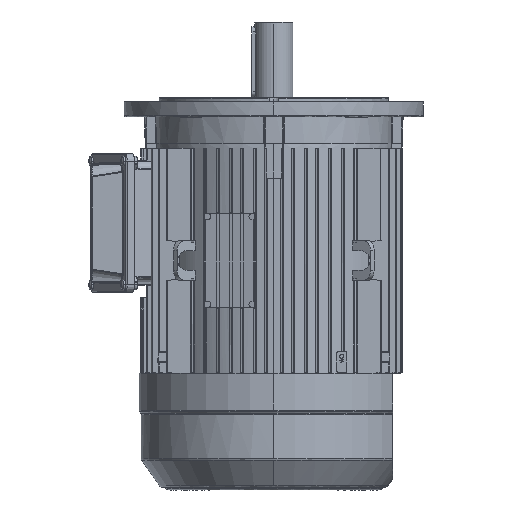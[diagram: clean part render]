
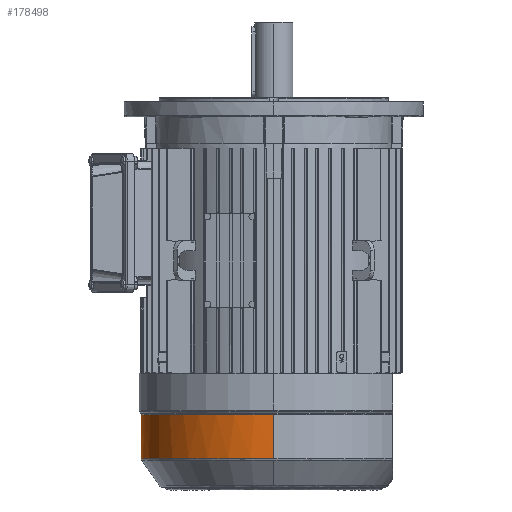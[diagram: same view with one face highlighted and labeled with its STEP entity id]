
A CAD part, left-side view. The second image highlights one B-rep face of the part: STEP entity #178498.
In plain terms, the highlighted cylindrical face has radius 133 mm (diameter 266 mm), a partial arc.
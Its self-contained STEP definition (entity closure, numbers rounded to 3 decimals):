
#4157 = CARTESIAN_POINT ( 'NONE',  ( -115.422, 66.653, -271.933 ) ) ;
#8523 = ORIENTED_EDGE ( 'NONE', *, *, #157705, .F. ) ;
#9363 = VECTOR ( 'NONE', #45986, 1000. ) ;
#17681 = EDGE_CURVE ( 'NONE', #66843, #188799, #117679, .T. ) ;
#19901 = CARTESIAN_POINT ( 'NONE',  ( -17.409, 132.143, -271.933 ) ) ;
#26481 = EDGE_CURVE ( 'NONE', #89263, #133384, #159718, .T. ) ;
#31651 = CYLINDRICAL_SURFACE ( 'NONE', #69998, 133. ) ;
#33459 = AXIS2_PLACEMENT_3D ( 'NONE', #151959, #57823, #167786 ) ;
#35286 = ORIENTED_EDGE ( 'NONE', *, *, #17681, .F. ) ;
#36236 = B_SPLINE_CURVE_WITH_KNOTS ( 'NONE', 3,
 ( #110529, #173821, #79664, #108526, #46706, #189638, #4157, #145677, #193132, #98926, #187609, #114031, #109211, #93415, #156664, #19901, #188937, #156003 ),
 .UNSPECIFIED., .F., .F.,
 ( 4, 2, 2, 2, 2, 2, 2, 2, 4 ),
 ( 0., 0.125, 0.25, 0.375, 0.5, 0.625, 0.75, 0.875, 1. ),
 .UNSPECIFIED. ) ;
#45986 = DIRECTION ( 'NONE',  ( 0., 0., -1. ) ) ;
#46706 = CARTESIAN_POINT ( 'NONE',  ( -126.207, 42.855, -271.933 ) ) ;
#52547 = ORIENTED_EDGE ( 'NONE', *, *, #185994, .T. ) ;
#53401 = CARTESIAN_POINT ( 'NONE',  ( 0., 133., -271.933 ) ) ;
#57823 = DIRECTION ( 'NONE',  ( 0., 0., 1. ) ) ;
#58156 = DIRECTION ( 'NONE',  ( 0., 0., -1. ) ) ;
#59481 = EDGE_CURVE ( 'NONE', #133384, #188799, #93480, .T. ) ;
#66843 = VERTEX_POINT ( 'NONE', #123145 ) ;
#69998 = AXIS2_PLACEMENT_3D ( 'NONE', #74486, #182410, #73807 ) ;
#73807 = DIRECTION ( 'NONE',  ( -1., 0., 0. ) ) ;
#73870 = CARTESIAN_POINT ( 'NONE',  ( 133., 0., -316.073 ) ) ;
#74486 = CARTESIAN_POINT ( 'NONE',  ( 0., 0., -271.933 ) ) ;
#75390 = AXIS2_PLACEMENT_3D ( 'NONE', #164197, #86550, #133275 ) ;
#78292 = ORIENTED_EDGE ( 'NONE', *, *, #26481, .T. ) ;
#78671 = VECTOR ( 'NONE', #58156, 1000. ) ;
#79664 = CARTESIAN_POINT ( 'NONE',  ( -132.143, 17.409, -271.933 ) ) ;
#84135 = EDGE_CURVE ( 'NONE', #66843, #117636, #177840, .T. ) ;
#86550 = DIRECTION ( 'NONE',  ( 0., 0., -1. ) ) ;
#88234 = FACE_OUTER_BOUND ( 'NONE', #133442, .T. ) ;
#89263 = VERTEX_POINT ( 'NONE', #53401 ) ;
#92920 = LINE ( 'NONE', #138788, #9363 ) ;
#93415 = CARTESIAN_POINT ( 'NONE',  ( -42.855, 126.207, -271.933 ) ) ;
#93480 = LINE ( 'NONE', #166748, #78671 ) ;
#98926 = CARTESIAN_POINT ( 'NONE',  ( -87.89, 100.2, -271.933 ) ) ;
#105600 = DIRECTION ( 'NONE',  ( -1., 0., 0. ) ) ;
#108526 = CARTESIAN_POINT ( 'NONE',  ( -128.746, 34.485, -271.933 ) ) ;
#109211 = CARTESIAN_POINT ( 'NONE',  ( -58.939, 119.545, -271.933 ) ) ;
#110529 = CARTESIAN_POINT ( 'NONE',  ( -133., 0., -271.933 ) ) ;
#114031 = CARTESIAN_POINT ( 'NONE',  ( -66.653, 115.422, -271.933 ) ) ;
#117636 = VERTEX_POINT ( 'NONE', #125344 ) ;
#117679 = CIRCLE ( 'NONE', #156482, 133. ) ;
#122079 = CARTESIAN_POINT ( 'NONE',  ( 0., 0., -316.073 ) ) ;
#122996 = VERTEX_POINT ( 'NONE', #195659 ) ;
#123145 = CARTESIAN_POINT ( 'NONE',  ( 0., 133., -316.073 ) ) ;
#125344 = CARTESIAN_POINT ( 'NONE',  ( -133., 0., -316.073 ) ) ;
#133275 = DIRECTION ( 'NONE',  ( -1., 0., 0. ) ) ;
#133384 = VERTEX_POINT ( 'NONE', #134824 ) ;
#133442 = EDGE_LOOP ( 'NONE', ( #78292, #166268, #35286, #187129, #8523, #52547 ) ) ;
#134824 = CARTESIAN_POINT ( 'NONE',  ( 133., 0., -271.933 ) ) ;
#138788 = CARTESIAN_POINT ( 'NONE',  ( -133., 0., -271.933 ) ) ;
#145677 = CARTESIAN_POINT ( 'NONE',  ( -105.749, 81.129, -271.933 ) ) ;
#151959 = CARTESIAN_POINT ( 'NONE',  ( 0., 0., -316.073 ) ) ;
#154397 = DIRECTION ( 'NONE',  ( 0., 0., -1. ) ) ;
#156003 = CARTESIAN_POINT ( 'NONE',  ( 0., 133., -271.933 ) ) ;
#156482 = AXIS2_PLACEMENT_3D ( 'NONE', #122079, #154397, #105600 ) ;
#156664 = CARTESIAN_POINT ( 'NONE',  ( -34.485, 128.746, -271.933 ) ) ;
#157705 = EDGE_CURVE ( 'NONE', #122996, #117636, #92920, .T. ) ;
#159718 = CIRCLE ( 'NONE', #75390, 133. ) ;
#164197 = CARTESIAN_POINT ( 'NONE',  ( 0., 0., -271.933 ) ) ;
#166268 = ORIENTED_EDGE ( 'NONE', *, *, #59481, .T. ) ;
#166748 = CARTESIAN_POINT ( 'NONE',  ( 133., 0., -271.933 ) ) ;
#167786 = DIRECTION ( 'NONE',  ( -1., 0., 0. ) ) ;
#173821 = CARTESIAN_POINT ( 'NONE',  ( -133., 8.705, -271.933 ) ) ;
#177840 = CIRCLE ( 'NONE', #33459, 133. ) ;
#178498 = ADVANCED_FACE ( 'NONE', ( #88234 ), #31651, .T. ) ;
#182410 = DIRECTION ( 'NONE',  ( 0., 0., -1. ) ) ;
#185994 = EDGE_CURVE ( 'NONE', #122996, #89263, #36236, .T. ) ;
#187129 = ORIENTED_EDGE ( 'NONE', *, *, #84135, .T. ) ;
#187609 = CARTESIAN_POINT ( 'NONE',  ( -81.129, 105.749, -271.933 ) ) ;
#188799 = VERTEX_POINT ( 'NONE', #73870 ) ;
#188937 = CARTESIAN_POINT ( 'NONE',  ( -8.705, 133., -271.933 ) ) ;
#189638 = CARTESIAN_POINT ( 'NONE',  ( -119.545, 58.939, -271.933 ) ) ;
#193132 = CARTESIAN_POINT ( 'NONE',  ( -100.2, 87.89, -271.933 ) ) ;
#195659 = CARTESIAN_POINT ( 'NONE',  ( -133., 0., -271.933 ) ) ;
